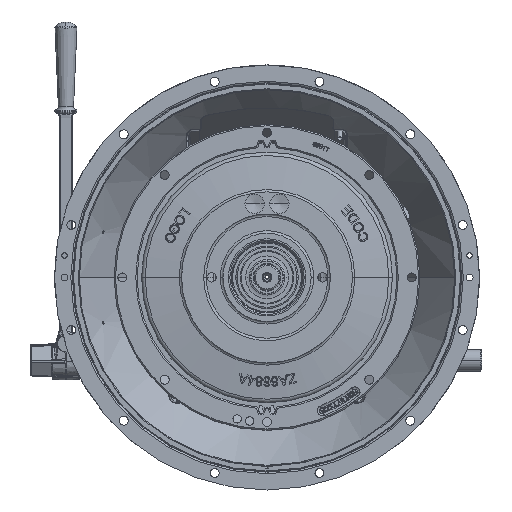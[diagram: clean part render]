
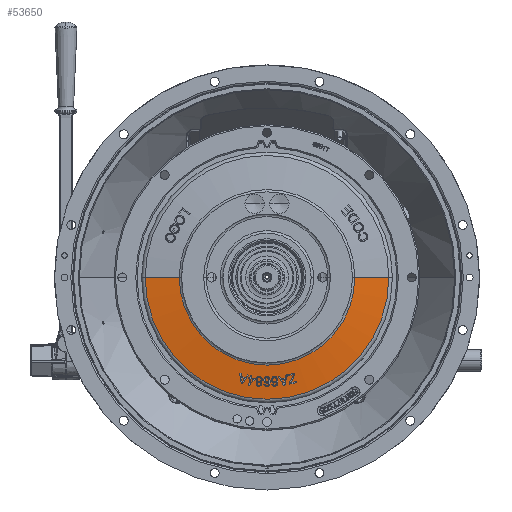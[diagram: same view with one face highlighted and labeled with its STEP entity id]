
A CAD part, top view. The second image highlights one B-rep face of the part: STEP entity #53650.
In plain terms, the highlighted conical face has half-angle 82.396 degrees and reference radius 144.463 mm.
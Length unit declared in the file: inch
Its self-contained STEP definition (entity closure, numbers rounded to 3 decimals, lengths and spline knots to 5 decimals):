
#12410 = AXIS2_PLACEMENT_3D ( 'NONE', #51528, #51536, #51537 ) ;
#12418 = AXIS2_PLACEMENT_3D ( 'NONE', #51578, #51591, #51592 ) ;
#37462 = VECTOR ( 'NONE', #51479, 39.37008 ) ;
#37468 = LINE ( 'NONE', #51469, #37462 ) ;
#37484 = CIRCLE ( 'NONE', #12410, 5.52695 ) ;
#37496 = LINE ( 'NONE', #51577, #37502 ) ;
#37502 = VECTOR ( 'NONE', #51584, 39.37008 ) ;
#37506 = CIRCLE ( 'NONE', #12418, 3.98047 ) ;
#38099 = CARTESIAN_POINT ( 'NONE',  ( 3.98047, 0., -0.10354 ) ) ;
#38100 = CARTESIAN_POINT ( 'NONE',  ( -3.98047, 0., -0.10354 ) ) ;
#38102 = CARTESIAN_POINT ( 'NONE',  ( -5.52695, 0., -0.31 ) ) ;
#38103 = CARTESIAN_POINT ( 'NONE',  ( 5.52695, 0., -0.31 ) ) ;
#51469 = CARTESIAN_POINT ( 'NONE',  ( 5.6875, 0., -0.33143 ) ) ;
#51479 = DIRECTION ( 'NONE',  ( 0.991, 0., -0.132 ) ) ;
#51528 = CARTESIAN_POINT ( 'NONE',  ( 0., 0., -0.31 ) ) ;
#51536 = DIRECTION ( 'NONE',  ( 0., 0., 1. ) ) ;
#51537 = DIRECTION ( 'NONE',  ( -1., 0., 0. ) ) ;
#51577 = CARTESIAN_POINT ( 'NONE',  ( -5.6875, 0., -0.33143 ) ) ;
#51578 = CARTESIAN_POINT ( 'NONE',  ( 0., 0., -0.10354 ) ) ;
#51584 = DIRECTION ( 'NONE',  ( -0.991, 0., -0.132 ) ) ;
#51591 = DIRECTION ( 'NONE',  ( 0., 0., 1. ) ) ;
#51592 = DIRECTION ( 'NONE',  ( -1., 0., 0. ) ) ;
#53650 = ADVANCED_FACE ( 'NONE', ( #67511 ), #67515, .T. ) ;
#59809 = ORIENTED_EDGE ( 'NONE', *, *, #99718, .F. ) ;
#59816 = ORIENTED_EDGE ( 'NONE', *, *, #99715, .T. ) ;
#59823 = ORIENTED_EDGE ( 'NONE', *, *, #99703, .T. ) ;
#59828 = ORIENTED_EDGE ( 'NONE', *, *, #99691, .F. ) ;
#67511 = FACE_OUTER_BOUND ( 'NONE', #107317, .T. ) ;
#67515 = CONICAL_SURFACE ( 'NONE', #95927, 5.6875, 1.438 ) ;
#81448 = DIRECTION ( 'NONE',  ( 1., 0., 0. ) ) ;
#81450 = DIRECTION ( 'NONE',  ( 0., 0., -1. ) ) ;
#81470 = CARTESIAN_POINT ( 'NONE',  ( 0., 0., -0.33143 ) ) ;
#93578 = VERTEX_POINT ( 'NONE', #38099 ) ;
#93579 = VERTEX_POINT ( 'NONE', #38100 ) ;
#93582 = VERTEX_POINT ( 'NONE', #38102 ) ;
#93583 = VERTEX_POINT ( 'NONE', #38103 ) ;
#95927 = AXIS2_PLACEMENT_3D ( 'NONE', #81470, #81450, #81448 ) ;
#99691 = EDGE_CURVE ( 'NONE', #93578, #93583, #37468, .T. ) ;
#99703 = EDGE_CURVE ( 'NONE', #93582, #93583, #37484, .T. ) ;
#99715 = EDGE_CURVE ( 'NONE', #93579, #93582, #37496, .T. ) ;
#99718 = EDGE_CURVE ( 'NONE', #93579, #93578, #37506, .T. ) ;
#107317 = EDGE_LOOP ( 'NONE', ( #59809, #59816, #59823, #59828 ) ) ;
